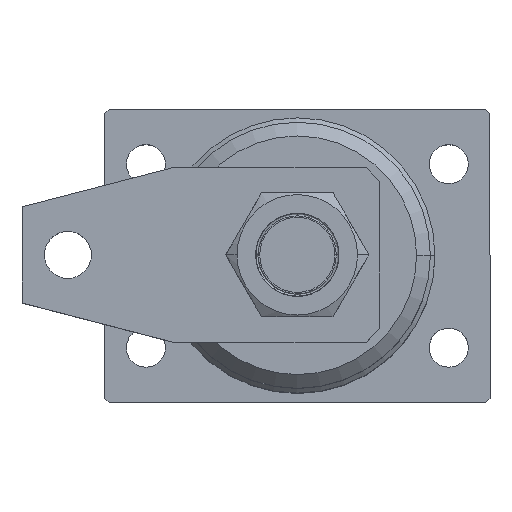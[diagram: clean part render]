
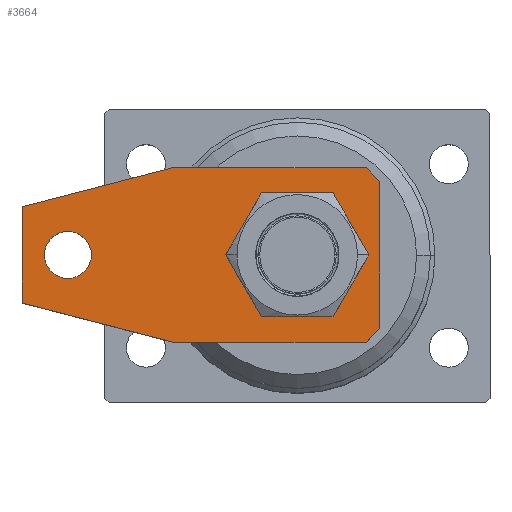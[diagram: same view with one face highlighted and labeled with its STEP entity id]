
A CAD part, top view. The second image highlights one B-rep face of the part: STEP entity #3664.
In plain terms, the highlighted face is planar.
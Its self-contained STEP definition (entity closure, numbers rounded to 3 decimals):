
#28 = ORIENTED_EDGE ( 'NONE', *, *, #1800, .F. ) ;
#37 = ORIENTED_EDGE ( 'NONE', *, *, #1850, .T. ) ;
#56 = ORIENTED_EDGE ( 'NONE', *, *, #1842, .T. ) ;
#78 = ORIENTED_EDGE ( 'NONE', *, *, #1803, .T. ) ;
#198 = ORIENTED_EDGE ( 'NONE', *, *, #1799, .F. ) ;
#204 = ORIENTED_EDGE ( 'NONE', *, *, #1833, .T. ) ;
#205 = ORIENTED_EDGE ( 'NONE', *, *, #1801, .F. ) ;
#209 = ORIENTED_EDGE ( 'NONE', *, *, #1798, .T. ) ;
#212 = ORIENTED_EDGE ( 'NONE', *, *, #1786, .T. ) ;
#221 = ORIENTED_EDGE ( 'NONE', *, *, #1699, .T. ) ;
#239 = ORIENTED_EDGE ( 'NONE', *, *, #1851, .F. ) ;
#278 = ORIENTED_EDGE ( 'NONE', *, *, #1781, .T. ) ;
#494 = DIRECTION ( 'NONE',  ( 0., 0., 1. ) ) ;
#496 = PLANE ( 'NONE',  #1789 ) ;
#502 = CARTESIAN_POINT ( 'NONE',  ( 0., 19., 0. ) ) ;
#506 = DIRECTION ( 'NONE',  ( 0., 1., 0. ) ) ;
#786 = CARTESIAN_POINT ( 'NONE',  ( 0., 19., 9.5 ) ) ;
#792 = CARTESIAN_POINT ( 'NONE',  ( 18., 19., 16. ) ) ;
#795 = DIRECTION ( 'NONE',  ( 0., 0., -1. ) ) ;
#802 = CARTESIAN_POINT ( 'NONE',  ( 18., 19., -19. ) ) ;
#834 = CARTESIAN_POINT ( 'NONE',  ( -27.133, 19., -19. ) ) ;
#862 = CARTESIAN_POINT ( 'NONE',  ( 0., 19., 0. ) ) ;
#931 = CARTESIAN_POINT ( 'NONE',  ( -60., 19., -10.5 ) ) ;
#1015 = CARTESIAN_POINT ( 'NONE',  ( -50., 19., 5.125 ) ) ;
#1065 = CARTESIAN_POINT ( 'NONE',  ( 0., 19., -9.5 ) ) ;
#1090 = DIRECTION ( 'NONE',  ( 0., 0., -1. ) ) ;
#1099 = DIRECTION ( 'NONE',  ( 0., -1., 0. ) ) ;
#1142 = CARTESIAN_POINT ( 'NONE',  ( -60., 19., -19. ) ) ;
#1145 = DIRECTION ( 'NONE',  ( -1., 0., 0. ) ) ;
#1151 = CARTESIAN_POINT ( 'NONE',  ( -60., 19., 10.5 ) ) ;
#1154 = CARTESIAN_POINT ( 'NONE',  ( -27.133, 19., 19. ) ) ;
#1157 = DIRECTION ( 'NONE',  ( 0., 1., 0. ) ) ;
#1177 = CARTESIAN_POINT ( 'NONE',  ( -50., 19., 0. ) ) ;
#1180 = DIRECTION ( 'NONE',  ( 0., 0., 1. ) ) ;
#1191 = CARTESIAN_POINT ( 'NONE',  ( 18., 19., -16. ) ) ;
#1219 = CARTESIAN_POINT ( 'NONE',  ( 15., 19., 19. ) ) ;
#1223 = CARTESIAN_POINT ( 'NONE',  ( 15., 19., -19. ) ) ;
#1225 = CARTESIAN_POINT ( 'NONE',  ( -50., 19., -5.125 ) ) ;
#1410 = FACE_BOUND ( 'NONE', #2733, .T. ) ;
#1414 = FACE_BOUND ( 'NONE', #2793, .T. ) ;
#1417 = FACE_OUTER_BOUND ( 'NONE', #2791, .T. ) ;
#1625 = VECTOR ( 'NONE', #1145, 1000. ) ;
#1626 = CIRCLE ( 'NONE', #1840, 5.125 ) ;
#1628 = LINE ( 'NONE', #1142, #1625 ) ;
#1633 = VECTOR ( 'NONE', #795, 1000. ) ;
#1637 = LINE ( 'NONE', #802, #1633 ) ;
#1641 = CIRCLE ( 'NONE', #1644, 9.5 ) ;
#1644 = AXIS2_PLACEMENT_3D ( 'NONE', #862, #1099, #1090 ) ;
#1651 = AXIS2_PLACEMENT_3D ( 'NONE', #2400, #2399, #2398 ) ;
#1652 = AXIS2_PLACEMENT_3D ( 'NONE', #2405, #2404, #2403 ) ;
#1699 = EDGE_CURVE ( 'NONE', #2901, #2959, #2667, .T. ) ;
#1781 = EDGE_CURVE ( 'NONE', #2911, #2924, #2620, .T. ) ;
#1786 = EDGE_CURVE ( 'NONE', #2958, #2927, #2604, .T. ) ;
#1789 = AXIS2_PLACEMENT_3D ( 'NONE', #502, #506, #494 ) ;
#1798 = EDGE_CURVE ( 'NONE', #2914, #2894, #2589, .T. ) ;
#1799 = EDGE_CURVE ( 'NONE', #2905, #2923, #2590, .T. ) ;
#1800 = EDGE_CURVE ( 'NONE', #2901, #2900, #2587, .T. ) ;
#1801 = EDGE_CURVE ( 'NONE', #2958, #2959, #2585, .T. ) ;
#1803 = EDGE_CURVE ( 'NONE', #2927, #2897, #2586, .T. ) ;
#1833 = EDGE_CURVE ( 'NONE', #2894, #2914, #1641, .T. ) ;
#1840 = AXIS2_PLACEMENT_3D ( 'NONE', #1177, #1157, #1180 ) ;
#1842 = EDGE_CURVE ( 'NONE', #2897, #2911, #1637, .T. ) ;
#1850 = EDGE_CURVE ( 'NONE', #2924, #2900, #1628, .T. ) ;
#1851 = EDGE_CURVE ( 'NONE', #2923, #2905, #1626, .T. ) ;
#2392 = DIRECTION ( 'NONE',  ( 0.707, 0., -0.707 ) ) ;
#2396 = DIRECTION ( 'NONE',  ( -0.968, 0., -0.25 ) ) ;
#2397 = CARTESIAN_POINT ( 'NONE',  ( -27.133, 19., 19. ) ) ;
#2398 = DIRECTION ( 'NONE',  ( 0., 0., 1. ) ) ;
#2399 = DIRECTION ( 'NONE',  ( 0., 1., 0. ) ) ;
#2400 = CARTESIAN_POINT ( 'NONE',  ( -50., 19., 0. ) ) ;
#2401 = CARTESIAN_POINT ( 'NONE',  ( -27.133, 19., -19. ) ) ;
#2402 = CARTESIAN_POINT ( 'NONE',  ( 17., 19., 17. ) ) ;
#2403 = DIRECTION ( 'NONE',  ( 0., 0., -1. ) ) ;
#2404 = DIRECTION ( 'NONE',  ( 0., -1., 0. ) ) ;
#2405 = CARTESIAN_POINT ( 'NONE',  ( 0., 19., 0. ) ) ;
#2406 = DIRECTION ( 'NONE',  ( 0.968, 0., -0.25 ) ) ;
#2430 = DIRECTION ( 'NONE',  ( 1., 0., 0. ) ) ;
#2434 = DIRECTION ( 'NONE',  ( -0.707, 0., -0.707 ) ) ;
#2440 = CARTESIAN_POINT ( 'NONE',  ( -60., 19., 19. ) ) ;
#2453 = CARTESIAN_POINT ( 'NONE',  ( 17., 19., -17. ) ) ;
#2578 = VECTOR ( 'NONE', #2392, 1000. ) ;
#2582 = VECTOR ( 'NONE', #2396, 1000. ) ;
#2584 = VECTOR ( 'NONE', #2406, 1000. ) ;
#2585 = LINE ( 'NONE', #2397, #2582 ) ;
#2586 = LINE ( 'NONE', #2402, #2578 ) ;
#2587 = LINE ( 'NONE', #2401, #2584 ) ;
#2589 = CIRCLE ( 'NONE', #1652, 9.5 ) ;
#2590 = CIRCLE ( 'NONE', #1651, 5.125 ) ;
#2597 = VECTOR ( 'NONE', #2430, 1000. ) ;
#2601 = VECTOR ( 'NONE', #2434, 1000. ) ;
#2604 = LINE ( 'NONE', #2440, #2597 ) ;
#2620 = LINE ( 'NONE', #2453, #2601 ) ;
#2663 = VECTOR ( 'NONE', #4045, 1000. ) ;
#2667 = LINE ( 'NONE', #4055, #2663 ) ;
#2733 = EDGE_LOOP ( 'NONE', ( #198, #239 ) ) ;
#2791 = EDGE_LOOP ( 'NONE', ( #56, #278, #37, #28, #221, #205, #212, #78 ) ) ;
#2793 = EDGE_LOOP ( 'NONE', ( #209, #204 ) ) ;
#2894 = VERTEX_POINT ( 'NONE', #786 ) ;
#2897 = VERTEX_POINT ( 'NONE', #792 ) ;
#2900 = VERTEX_POINT ( 'NONE', #834 ) ;
#2901 = VERTEX_POINT ( 'NONE', #931 ) ;
#2905 = VERTEX_POINT ( 'NONE', #1015 ) ;
#2911 = VERTEX_POINT ( 'NONE', #1191 ) ;
#2914 = VERTEX_POINT ( 'NONE', #1065 ) ;
#2923 = VERTEX_POINT ( 'NONE', #1225 ) ;
#2924 = VERTEX_POINT ( 'NONE', #1223 ) ;
#2927 = VERTEX_POINT ( 'NONE', #1219 ) ;
#2958 = VERTEX_POINT ( 'NONE', #1154 ) ;
#2959 = VERTEX_POINT ( 'NONE', #1151 ) ;
#3664 = ADVANCED_FACE ( 'NONE', ( #1414, #1410, #1417 ), #496, .T. ) ;
#4045 = DIRECTION ( 'NONE',  ( 0., 0., 1. ) ) ;
#4055 = CARTESIAN_POINT ( 'NONE',  ( -60., 19., -19. ) ) ;
